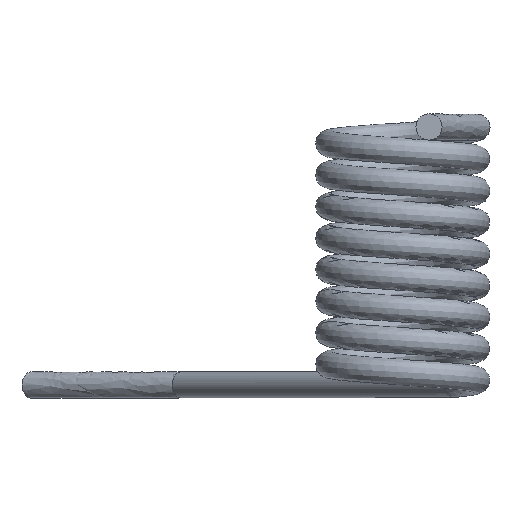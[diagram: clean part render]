
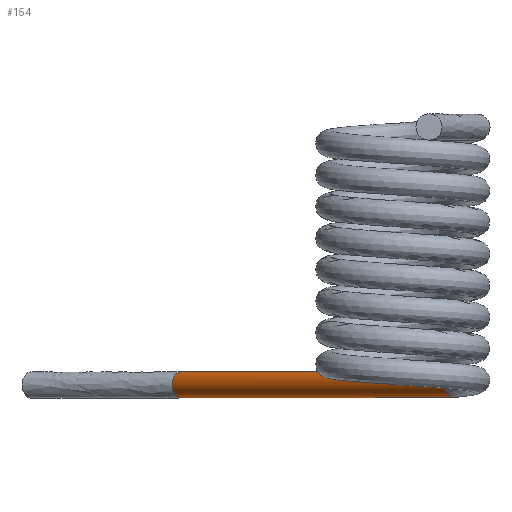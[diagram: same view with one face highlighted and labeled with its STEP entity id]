
A CAD part, top view. The second image highlights one B-rep face of the part: STEP entity #154.
In plain terms, the highlighted cylindrical face has radius 2.8 mm (diameter 5.6 mm), a full revolution.
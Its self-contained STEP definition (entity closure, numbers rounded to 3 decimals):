
#31=FACE_OUTER_BOUND('',#42,.T.);
#42=EDGE_LOOP('',(#110,#111,#112,#113,#114,#115));
#53=LINE('',#270,#55);
#55=VECTOR('',#219,2.8);
#57=CIRCLE('',#188,2.8);
#58=CIRCLE('',#189,2.8);
#59=CIRCLE('',#190,2.8);
#60=CIRCLE('',#191,2.8);
#73=VERTEX_POINT('',#265);
#74=VERTEX_POINT('',#266);
#75=VERTEX_POINT('',#269);
#76=VERTEX_POINT('',#271);
#89=EDGE_CURVE('',#73,#74,#57,.T.);
#90=EDGE_CURVE('',#74,#73,#58,.T.);
#91=EDGE_CURVE('',#74,#75,#53,.T.);
#92=EDGE_CURVE('',#75,#76,#59,.T.);
#93=EDGE_CURVE('',#76,#75,#60,.T.);
#110=ORIENTED_EDGE('',*,*,#89,.F.);
#111=ORIENTED_EDGE('',*,*,#90,.F.);
#112=ORIENTED_EDGE('',*,*,#91,.T.);
#113=ORIENTED_EDGE('',*,*,#92,.T.);
#114=ORIENTED_EDGE('',*,*,#93,.T.);
#115=ORIENTED_EDGE('',*,*,#91,.F.);
#152=CYLINDRICAL_SURFACE('',#187,2.8);
#154=ADVANCED_FACE('',(#31),#152,.T.);
#187=AXIS2_PLACEMENT_3D('',#264,#213,#214);
#188=AXIS2_PLACEMENT_3D('',#267,#215,#216);
#189=AXIS2_PLACEMENT_3D('',#268,#217,#218);
#190=AXIS2_PLACEMENT_3D('',#272,#220,#221);
#191=AXIS2_PLACEMENT_3D('',#273,#222,#223);
#213=DIRECTION('center_axis',(-0.729,0.,
-0.685));
#214=DIRECTION('ref_axis',(-0.685,0.,0.729));
#215=DIRECTION('center_axis',(-0.729,0.,
-0.685));
#216=DIRECTION('ref_axis',(-0.685,0.,0.729));
#217=DIRECTION('center_axis',(-0.729,0.,
-0.685));
#218=DIRECTION('ref_axis',(-0.685,0.,0.729));
#219=DIRECTION('',(0.729,0.,0.685));
#220=DIRECTION('center_axis',(-0.729,0.,
-0.685));
#221=DIRECTION('ref_axis',(-0.685,0.,0.729));
#222=DIRECTION('center_axis',(-0.729,0.,
-0.685));
#223=DIRECTION('ref_axis',(-0.685,0.,0.729));
#264=CARTESIAN_POINT('Origin',(10.864,-55.,-11.569));
#265=CARTESIAN_POINT('',(-49.37,-55.,-64.291));
#266=CARTESIAN_POINT('',(-45.537,-55.,-68.374));
#267=CARTESIAN_POINT('Origin',(-47.454,-55.,-66.333));
#268=CARTESIAN_POINT('Origin',(-47.454,-55.,-66.333));
#269=CARTESIAN_POINT('',(12.78,-55.,-13.61));
#270=CARTESIAN_POINT('',(12.78,-55.,-13.61));
#271=CARTESIAN_POINT('',(8.947,-55.,-9.528));
#272=CARTESIAN_POINT('Origin',(10.864,-55.,-11.569));
#273=CARTESIAN_POINT('Origin',(10.864,-55.,-11.569));
